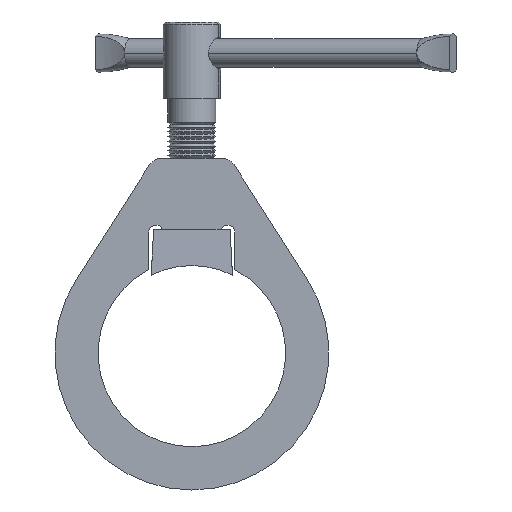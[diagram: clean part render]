
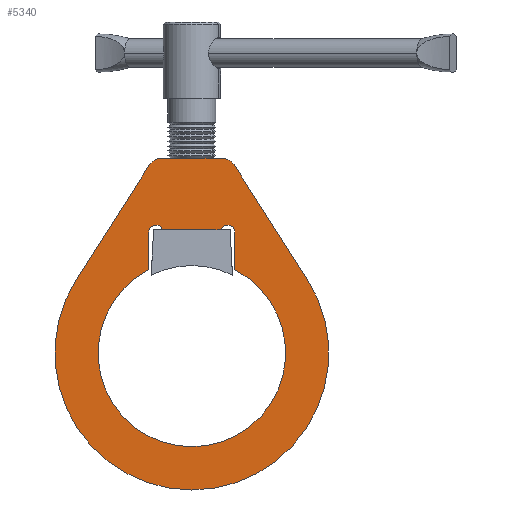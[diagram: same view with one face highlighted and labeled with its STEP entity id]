
A CAD part, front view. The second image highlights one B-rep face of the part: STEP entity #5340.
In plain terms, the highlighted planar face has unit normal (0, -1, 0).
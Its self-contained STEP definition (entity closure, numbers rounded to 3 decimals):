
#13 = DIRECTION ( 'NONE',  ( 0., -1., 0. ) ) ;
#34 = VERTEX_POINT ( 'NONE', #3050 ) ;
#77 = CARTESIAN_POINT ( 'NONE',  ( 5.564, -10., 25.8 ) ) ;
#133 = CARTESIAN_POINT ( 'NONE',  ( 7.5, -10., 25.3 ) ) ;
#211 = CIRCLE ( 'NONE', #4992, 19.625 ) ;
#267 = DIRECTION ( 'NONE',  ( 0., -1., 0. ) ) ;
#329 = VECTOR ( 'NONE', #2196, 1000. ) ;
#338 = VERTEX_POINT ( 'NONE', #3623 ) ;
#348 = EDGE_CURVE ( 'NONE', #5017, #5676, #2818, .T. ) ;
#459 = CARTESIAN_POINT ( 'NONE',  ( -8.878, -10., 39.37 ) ) ;
#501 = CARTESIAN_POINT ( 'NONE',  ( 0., -10., 0. ) ) ;
#570 = CARTESIAN_POINT ( 'NONE',  ( -28.675, -10., 40.755 ) ) ;
#577 = CARTESIAN_POINT ( 'NONE',  ( 0., -10., 0. ) ) ;
#581 = CARTESIAN_POINT ( 'NONE',  ( -9., -10., 25.3 ) ) ;
#606 = ORIENTED_EDGE ( 'NONE', *, *, #5234, .F. ) ;
#607 = DIRECTION ( 'NONE',  ( 0., 1., 0. ) ) ;
#633 = DIRECTION ( 'NONE',  ( 0., 0., 1. ) ) ;
#656 = EDGE_CURVE ( 'NONE', #2122, #2993, #4291, .T. ) ;
#685 = DIRECTION ( 'NONE',  ( 0., 0., 1. ) ) ;
#732 = CARTESIAN_POINT ( 'NONE',  ( 0., -10., 0. ) ) ;
#820 = ORIENTED_EDGE ( 'NONE', *, *, #1939, .T. ) ;
#871 = EDGE_LOOP ( 'NONE', ( #3518, #4054, #4052, #606, #5283, #2584, #3905 ) ) ;
#876 = VERTEX_POINT ( 'NONE', #3820 ) ;
#909 = EDGE_CURVE ( 'NONE', #4624, #1976, #1196, .T. ) ;
#952 = DIRECTION ( 'NONE',  ( 0.538, 0., -0.843 ) ) ;
#955 = AXIS2_PLACEMENT_3D ( 'NONE', #5950, #2133, #5432 ) ;
#1040 = DIRECTION ( 'NONE',  ( 0., 1., 0. ) ) ;
#1126 = CARTESIAN_POINT ( 'NONE',  ( -8.878, -10., 39.37 ) ) ;
#1196 = LINE ( 'NONE', #4397, #1340 ) ;
#1198 = EDGE_CURVE ( 'NONE', #1891, #5458, #1703, .T. ) ;
#1340 = VECTOR ( 'NONE', #633, 1000. ) ;
#1371 = ORIENTED_EDGE ( 'NONE', *, *, #2216, .T. ) ;
#1378 = DIRECTION ( 'NONE',  ( 0., 1., 0. ) ) ;
#1395 = CARTESIAN_POINT ( 'NONE',  ( 0., -10., -28.675 ) ) ;
#1421 = ORIENTED_EDGE ( 'NONE', *, *, #1425, .T. ) ;
#1425 = EDGE_CURVE ( 'NONE', #5676, #338, #5939, .T. ) ;
#1434 = VECTOR ( 'NONE', #1479, 1000. ) ;
#1479 = DIRECTION ( 'NONE',  ( -1., 0., 0. ) ) ;
#1594 = DIRECTION ( 'NONE',  ( 0., 0., 1. ) ) ;
#1632 = EDGE_CURVE ( 'NONE', #2513, #3315, #1727, .T. ) ;
#1653 = EDGE_CURVE ( 'NONE', #1976, #5017, #5358, .T. ) ;
#1703 = LINE ( 'NONE', #1126, #329 ) ;
#1727 = CIRCLE ( 'NONE', #5693, 1.5 ) ;
#1730 = CIRCLE ( 'NONE', #2419, 28.675 ) ;
#1768 = ORIENTED_EDGE ( 'NONE', *, *, #909, .T. ) ;
#1790 = AXIS2_PLACEMENT_3D ( 'NONE', #4473, #2075, #685 ) ;
#1829 = ORIENTED_EDGE ( 'NONE', *, *, #1632, .T. ) ;
#1883 = CIRCLE ( 'NONE', #5797, 28.675 ) ;
#1891 = VERTEX_POINT ( 'NONE', #5624 ) ;
#1939 = EDGE_CURVE ( 'NONE', #338, #2513, #6078, .T. ) ;
#1975 = FACE_OUTER_BOUND ( 'NONE', #871, .T. ) ;
#1976 = VERTEX_POINT ( 'NONE', #581 ) ;
#2075 = DIRECTION ( 'NONE',  ( 0., 1., 0. ) ) ;
#2094 = LINE ( 'NONE', #570, #1434 ) ;
#2122 = VERTEX_POINT ( 'NONE', #4832 ) ;
#2126 = DIRECTION ( 'NONE',  ( 0., 0., 1. ) ) ;
#2133 = DIRECTION ( 'NONE',  ( 0., 1., 0. ) ) ;
#2196 = DIRECTION ( 'NONE',  ( 0.538, 0., 0.843 ) ) ;
#2216 = EDGE_CURVE ( 'NONE', #3315, #34, #5053, .T. ) ;
#2341 = FACE_BOUND ( 'NONE', #4480, .T. ) ;
#2419 = AXIS2_PLACEMENT_3D ( 'NONE', #577, #1040, #4334 ) ;
#2485 = CARTESIAN_POINT ( 'NONE',  ( -28.675, -10., -28.675 ) ) ;
#2487 = AXIS2_PLACEMENT_3D ( 'NONE', #501, #4173, #3297 ) ;
#2513 = VERTEX_POINT ( 'NONE', #4970 ) ;
#2529 = CARTESIAN_POINT ( 'NONE',  ( -6.048, -10., 25.675 ) ) ;
#2533 = EDGE_CURVE ( 'NONE', #5458, #5378, #4585, .T. ) ;
#2572 = DIRECTION ( 'NONE',  ( 0., 1., 0. ) ) ;
#2580 = CARTESIAN_POINT ( 'NONE',  ( 9., -10., 17.44 ) ) ;
#2584 = ORIENTED_EDGE ( 'NONE', *, *, #4911, .T. ) ;
#2713 = CIRCLE ( 'NONE', #2487, 19.625 ) ;
#2734 = DIRECTION ( 'NONE',  ( 1., 0., 0. ) ) ;
#2818 = CIRCLE ( 'NONE', #3336, 0.5 ) ;
#2869 = CARTESIAN_POINT ( 'NONE',  ( 9., -10., 25.3 ) ) ;
#2993 = VERTEX_POINT ( 'NONE', #3516 ) ;
#3029 = CARTESIAN_POINT ( 'NONE',  ( 6.35, -10., 37.755 ) ) ;
#3050 = CARTESIAN_POINT ( 'NONE',  ( 9., -10., 17.44 ) ) ;
#3055 = AXIS2_PLACEMENT_3D ( 'NONE', #77, #13, #5282 ) ;
#3064 = ORIENTED_EDGE ( 'NONE', *, *, #5577, .T. ) ;
#3106 = CARTESIAN_POINT ( 'NONE',  ( -5.564, -10., 25.8 ) ) ;
#3255 = DIRECTION ( 'NONE',  ( 0., 0., 1. ) ) ;
#3297 = DIRECTION ( 'NONE',  ( 0., 0., 1. ) ) ;
#3315 = VERTEX_POINT ( 'NONE', #2869 ) ;
#3336 = AXIS2_PLACEMENT_3D ( 'NONE', #3106, #267, #2126 ) ;
#3362 = VERTEX_POINT ( 'NONE', #1395 ) ;
#3410 = DIRECTION ( 'NONE',  ( 0., 1., 0. ) ) ;
#3457 = AXIS2_PLACEMENT_3D ( 'NONE', #3029, #4418, #1594 ) ;
#3516 = CARTESIAN_POINT ( 'NONE',  ( 8.878, -10., 39.37 ) ) ;
#3518 = ORIENTED_EDGE ( 'NONE', *, *, #1198, .F. ) ;
#3570 = ORIENTED_EDGE ( 'NONE', *, *, #348, .T. ) ;
#3598 = DIRECTION ( 'NONE',  ( 0., 0., 1. ) ) ;
#3623 = CARTESIAN_POINT ( 'NONE',  ( 5.564, -10., 25.3 ) ) ;
#3741 = CARTESIAN_POINT ( 'NONE',  ( 0., -10., 0. ) ) ;
#3787 = CARTESIAN_POINT ( 'NONE',  ( 8.878, -10., 39.37 ) ) ;
#3795 = VECTOR ( 'NONE', #5879, 1000. ) ;
#3820 = CARTESIAN_POINT ( 'NONE',  ( 0., -10., -19.625 ) ) ;
#3893 = DIRECTION ( 'NONE',  ( 0., 0., 1. ) ) ;
#3905 = ORIENTED_EDGE ( 'NONE', *, *, #2533, .F. ) ;
#4052 = ORIENTED_EDGE ( 'NONE', *, *, #4389, .F. ) ;
#4054 = ORIENTED_EDGE ( 'NONE', *, *, #5688, .F. ) ;
#4127 = EDGE_CURVE ( 'NONE', #34, #876, #211, .T. ) ;
#4173 = DIRECTION ( 'NONE',  ( 0., 1., 0. ) ) ;
#4291 = CIRCLE ( 'NONE', #3457, 3. ) ;
#4334 = DIRECTION ( 'NONE',  ( 0., 0., 1. ) ) ;
#4356 = CARTESIAN_POINT ( 'NONE',  ( -5.564, -10., 25.3 ) ) ;
#4381 = AXIS2_PLACEMENT_3D ( 'NONE', #2485, #3410, #5765 ) ;
#4389 = EDGE_CURVE ( 'NONE', #5998, #3362, #1883, .T. ) ;
#4397 = CARTESIAN_POINT ( 'NONE',  ( -9., -10., 17.44 ) ) ;
#4418 = DIRECTION ( 'NONE',  ( 0., 1., 0. ) ) ;
#4473 = CARTESIAN_POINT ( 'NONE',  ( -7.5, -10., 25.3 ) ) ;
#4480 = EDGE_LOOP ( 'NONE', ( #4806, #3064, #1768, #5023, #3570, #1421, #820, #1829, #1371 ) ) ;
#4585 = CIRCLE ( 'NONE', #955, 3. ) ;
#4624 = VERTEX_POINT ( 'NONE', #5960 ) ;
#4806 = ORIENTED_EDGE ( 'NONE', *, *, #4127, .T. ) ;
#4832 = CARTESIAN_POINT ( 'NONE',  ( 6.35, -10., 40.755 ) ) ;
#4911 = EDGE_CURVE ( 'NONE', #2122, #5378, #2094, .T. ) ;
#4970 = CARTESIAN_POINT ( 'NONE',  ( 6.048, -10., 25.675 ) ) ;
#4992 = AXIS2_PLACEMENT_3D ( 'NONE', #3741, #1378, #3255 ) ;
#5017 = VERTEX_POINT ( 'NONE', #2529 ) ;
#5023 = ORIENTED_EDGE ( 'NONE', *, *, #1653, .T. ) ;
#5053 = LINE ( 'NONE', #2580, #3795 ) ;
#5072 = CARTESIAN_POINT ( 'NONE',  ( -6.35, -10., 40.755 ) ) ;
#5234 = EDGE_CURVE ( 'NONE', #2993, #5998, #5453, .T. ) ;
#5282 = DIRECTION ( 'NONE',  ( 0., 0., 1. ) ) ;
#5283 = ORIENTED_EDGE ( 'NONE', *, *, #656, .F. ) ;
#5289 = VECTOR ( 'NONE', #2734, 1000. ) ;
#5340 = ADVANCED_FACE ( 'NONE', ( #2341, #1975 ), #5747, .F. ) ;
#5358 = CIRCLE ( 'NONE', #1790, 1.5 ) ;
#5378 = VERTEX_POINT ( 'NONE', #5072 ) ;
#5432 = DIRECTION ( 'NONE',  ( 0., 0., 1. ) ) ;
#5453 = LINE ( 'NONE', #3787, #6103 ) ;
#5458 = VERTEX_POINT ( 'NONE', #459 ) ;
#5577 = EDGE_CURVE ( 'NONE', #876, #4624, #2713, .T. ) ;
#5624 = CARTESIAN_POINT ( 'NONE',  ( -24.166, -10., 15.436 ) ) ;
#5676 = VERTEX_POINT ( 'NONE', #4356 ) ;
#5688 = EDGE_CURVE ( 'NONE', #3362, #1891, #1730, .T. ) ;
#5693 = AXIS2_PLACEMENT_3D ( 'NONE', #133, #607, #3893 ) ;
#5747 = PLANE ( 'NONE',  #4381 ) ;
#5765 = DIRECTION ( 'NONE',  ( 0., 0., 1. ) ) ;
#5797 = AXIS2_PLACEMENT_3D ( 'NONE', #732, #2572, #3598 ) ;
#5879 = DIRECTION ( 'NONE',  ( 0., 0., -1. ) ) ;
#5939 = LINE ( 'NONE', #6051, #5289 ) ;
#5950 = CARTESIAN_POINT ( 'NONE',  ( -6.35, -10., 37.755 ) ) ;
#5960 = CARTESIAN_POINT ( 'NONE',  ( -9., -10., 17.44 ) ) ;
#5998 = VERTEX_POINT ( 'NONE', #6008 ) ;
#6008 = CARTESIAN_POINT ( 'NONE',  ( 24.166, -10., 15.436 ) ) ;
#6051 = CARTESIAN_POINT ( 'NONE',  ( -5.564, -10., 25.3 ) ) ;
#6078 = CIRCLE ( 'NONE', #3055, 0.5 ) ;
#6103 = VECTOR ( 'NONE', #952, 1000. ) ;
